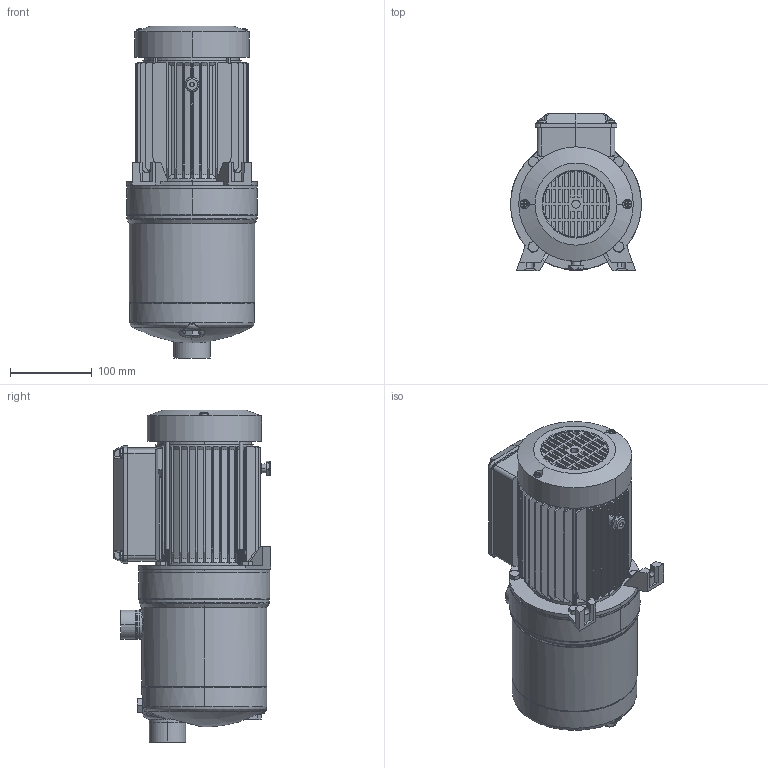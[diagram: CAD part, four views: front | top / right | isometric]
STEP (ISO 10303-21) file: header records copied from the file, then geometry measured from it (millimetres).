
FILE_DESCRIPTION (( 'STEP AP214' ), '1' );
FILE_NAME ('4.93.489.03swp01.step', '2021-07-27T08:17:43', ( '' ), ( '' ), 'SwSTEP 2.0', 'SolidWorks 2020', '' );
FILE_SCHEMA (( 'AUTOMOTIVE_DESIGN' ));
Length unit declared in the file: millimetre
Products named in the file (1): 4.93.489.03swp01
Bounding box: 160.52 x 192 x 406 mm (x, y, z)
Volume: 6442120.6 mm3; surface area: 460710.5 mm2
Topology: 2 solids, 2 shells, 1501 faces, 4002 edges, 2561 vertices
Faces by surface type: plane 580, bspline 382, cylinder 359, cone 159, sphere 14, torus 7
Entity records: 85789 total; most frequent: CARTESIAN_POINT 52462, ORIENTED_EDGE 7996, DIRECTION 5262, EDGE_CURVE 3998, VERTEX_POINT 2561, VECTOR 1758, LINE 1758, AXIS2_PLACEMENT_3D 1752
